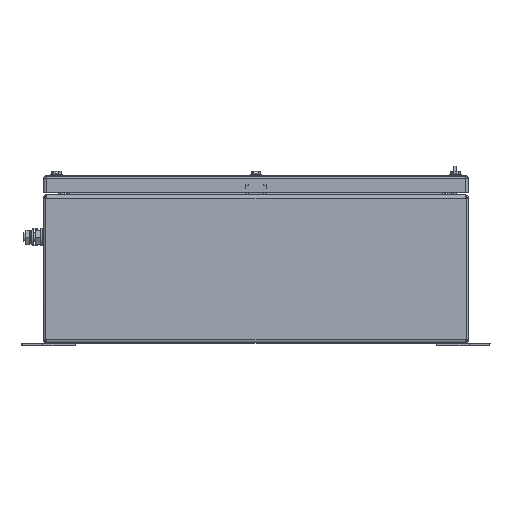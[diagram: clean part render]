
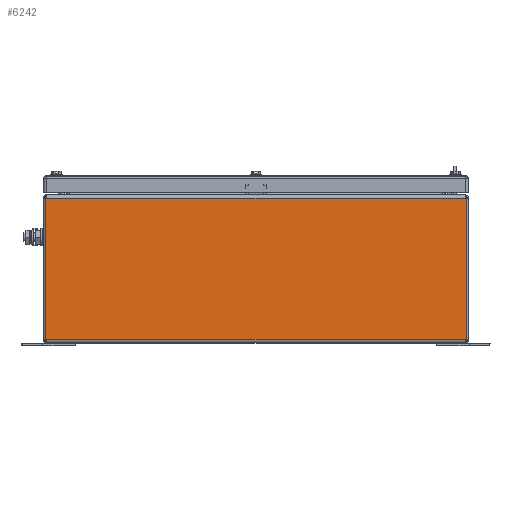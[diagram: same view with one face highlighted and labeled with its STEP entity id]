
A CAD part, front view. The second image highlights one B-rep face of the part: STEP entity #6242.
In plain terms, the highlighted planar face has unit normal (0, -1, 0).
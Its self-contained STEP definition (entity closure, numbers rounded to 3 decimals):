
#6215=AXIS2_PLACEMENT_3D('Plane Axis2P3D',#6212,#6213,#6214) ;
#5637=CARTESIAN_POINT('Vertex',(530.5,0.,176.5)) ;
#5650=CARTESIAN_POINT('Vertex',(28.5,0.,176.5)) ;
#5653=CARTESIAN_POINT('Line Origine',(279.5,0.,176.5)) ;
#6212=CARTESIAN_POINT('Axis2P3D Location',(533.5,0.,180.5)) ;
#6217=CARTESIAN_POINT('Line Origine',(28.5,0.,92.)) ;
#6221=CARTESIAN_POINT('Vertex',(28.5,0.,7.5)) ;
#6224=CARTESIAN_POINT('Line Origine',(279.5,0.,7.5)) ;
#6228=CARTESIAN_POINT('Vertex',(530.5,0.,7.5)) ;
#6231=CARTESIAN_POINT('Line Origine',(530.5,0.,92.)) ;
#5654=DIRECTION('Vector Direction',(1.,0.,0.)) ;
#6213=DIRECTION('Axis2P3D Direction',(0.,1.,0.)) ;
#6214=DIRECTION('Axis2P3D XDirection',(-1.,0.,0.)) ;
#6218=DIRECTION('Vector Direction',(0.,0.,-1.)) ;
#6225=DIRECTION('Vector Direction',(1.,0.,0.)) ;
#6232=DIRECTION('Vector Direction',(0.,0.,1.)) ;
#5655=VECTOR('Line Direction',#5654,1.) ;
#6219=VECTOR('Line Direction',#6218,1.) ;
#6226=VECTOR('Line Direction',#6225,1.) ;
#6233=VECTOR('Line Direction',#6232,1.) ;
#6237=ORIENTED_EDGE('',*,*,#6223,.T.) ;
#6238=ORIENTED_EDGE('',*,*,#6230,.T.) ;
#6239=ORIENTED_EDGE('',*,*,#6235,.T.) ;
#6240=ORIENTED_EDGE('',*,*,#5657,.T.) ;
#6242=ADVANCED_FACE('Body',(#6241),#6216,.F.) ;
#5657=EDGE_CURVE('',#5638,#5651,#5656,.F.) ;
#6223=EDGE_CURVE('',#5651,#6222,#6220,.T.) ;
#6230=EDGE_CURVE('',#6222,#6229,#6227,.T.) ;
#6235=EDGE_CURVE('',#6229,#5638,#6234,.T.) ;
#6236=EDGE_LOOP('',(#6237,#6238,#6239,#6240)) ;
#6241=FACE_OUTER_BOUND('',#6236,.T.) ;
#5656=LINE('Line',#5653,#5655) ;
#6220=LINE('Line',#6217,#6219) ;
#6227=LINE('Line',#6224,#6226) ;
#6234=LINE('Line',#6231,#6233) ;
#6216=PLANE('',#6215) ;
#5638=VERTEX_POINT('',#5637) ;
#5651=VERTEX_POINT('',#5650) ;
#6222=VERTEX_POINT('',#6221) ;
#6229=VERTEX_POINT('',#6228) ;
